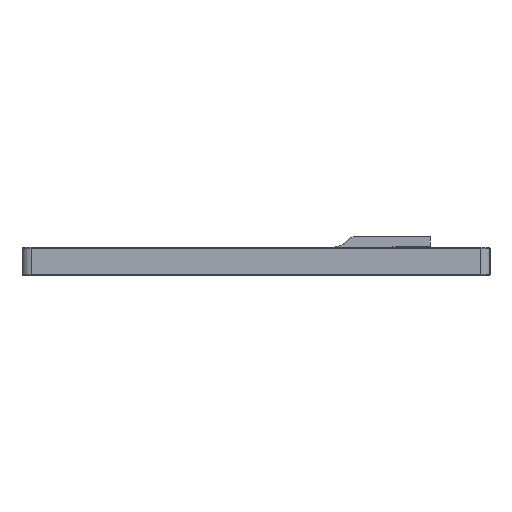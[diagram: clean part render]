
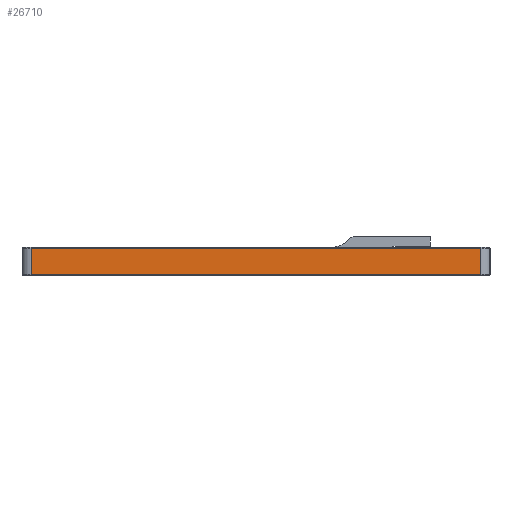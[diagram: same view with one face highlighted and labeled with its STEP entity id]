
A CAD part, left-side view. The second image highlights one B-rep face of the part: STEP entity #26710.
In plain terms, the highlighted planar face has unit normal (-1, 0, 0).
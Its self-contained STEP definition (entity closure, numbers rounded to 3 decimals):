
#79=PLANE('',#28493);
#1702=LINE('',#40979,#4836);
#2106=LINE('',#41864,#5240);
#2107=LINE('',#41868,#5241);
#2108=LINE('',#41869,#5242);
#4836=VECTOR('',#31987,10.);
#5240=VECTOR('',#32623,10.);
#5241=VECTOR('',#32628,10.);
#5242=VECTOR('',#32629,10.);
#8077=FACE_OUTER_BOUND('',#9704,.T.);
#9704=EDGE_LOOP('',(#20198,#20199,#20200,#20201));
#12979=VERTEX_POINT('',#40969);
#12981=VERTEX_POINT('',#40975);
#13347=VERTEX_POINT('',#41863);
#13348=VERTEX_POINT('',#41867);
#15476=EDGE_CURVE('',#12979,#12981,#1702,.T.);
#15920=EDGE_CURVE('',#12981,#13347,#2106,.T.);
#15922=EDGE_CURVE('',#12979,#13348,#2107,.T.);
#15923=EDGE_CURVE('',#13347,#13348,#2108,.T.);
#20198=ORIENTED_EDGE('',*,*,#15476,.F.);
#20199=ORIENTED_EDGE('',*,*,#15922,.T.);
#20200=ORIENTED_EDGE('',*,*,#15923,.F.);
#20201=ORIENTED_EDGE('',*,*,#15920,.F.);
#26710=ADVANCED_FACE('',(#8077),#79,.T.);
#28493=AXIS2_PLACEMENT_3D('',#41866,#32626,#32627);
#31987=DIRECTION('',(0.,1.,0.));
#32623=DIRECTION('',(0.,0.,1.));
#32626=DIRECTION('center_axis',(-1.,0.,0.));
#32627=DIRECTION('ref_axis',(0.,-1.,0.));
#32628=DIRECTION('',(0.,0.,1.));
#32629=DIRECTION('',(0.,-1.,0.));
#40969=CARTESIAN_POINT('',(0.,1.,-0.9));
#40975=CARTESIAN_POINT('',(0.,49.,-0.9));
#40979=CARTESIAN_POINT('',(0.,37.,-0.9));
#41863=CARTESIAN_POINT('',(0.,49.,1.9));
#41864=CARTESIAN_POINT('',(0.,49.,0.));
#41866=CARTESIAN_POINT('Origin',(0.,49.,0.));
#41867=CARTESIAN_POINT('',(0.,1.,1.9));
#41868=CARTESIAN_POINT('',(0.,1.,0.));
#41869=CARTESIAN_POINT('',(0.,37.,1.9));
